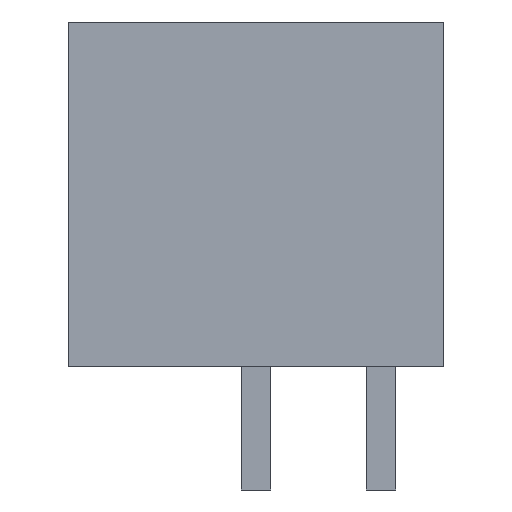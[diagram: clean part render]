
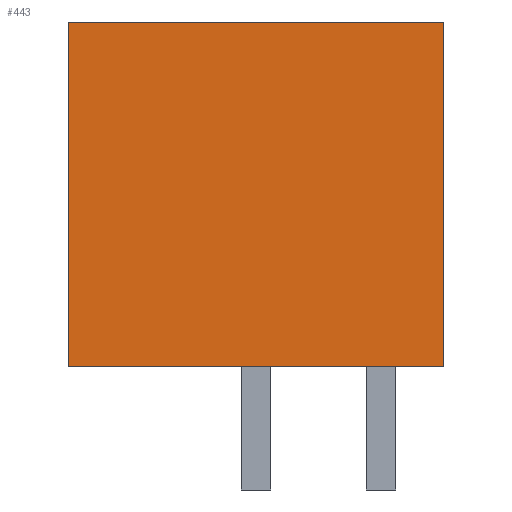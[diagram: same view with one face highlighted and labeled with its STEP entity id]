
A CAD part, left-side view. The second image highlights one B-rep face of the part: STEP entity #443.
In plain terms, the highlighted planar face has unit normal (-1, 0, 0).
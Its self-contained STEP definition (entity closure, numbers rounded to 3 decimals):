
#62 = VERTEX_POINT('',#63);
#63 = CARTESIAN_POINT('',(-3.81,-6.35,0.));
#71 = EDGE_CURVE('',#62,#72,#74,.T.);
#72 = VERTEX_POINT('',#73);
#73 = CARTESIAN_POINT('',(-3.81,-6.35,7.));
#74 = LINE('',#75,#76);
#75 = CARTESIAN_POINT('',(-3.81,-6.35,0.));
#76 = VECTOR('',#77,1.);
#77 = DIRECTION('',(0.,0.,1.));
#126 = EDGE_CURVE('',#127,#72,#129,.T.);
#127 = VERTEX_POINT('',#128);
#128 = CARTESIAN_POINT('',(-3.81,1.27,7.));
#129 = LINE('',#130,#131);
#130 = CARTESIAN_POINT('',(-3.81,1.27,7.));
#131 = VECTOR('',#132,1.);
#132 = DIRECTION('',(0.,-1.,0.));
#362 = EDGE_CURVE('',#363,#127,#365,.T.);
#363 = VERTEX_POINT('',#364);
#364 = CARTESIAN_POINT('',(-3.81,1.27,0.));
#365 = LINE('',#366,#367);
#366 = CARTESIAN_POINT('',(-3.81,1.27,0.));
#367 = VECTOR('',#368,1.);
#368 = DIRECTION('',(0.,0.,1.));
#432 = EDGE_CURVE('',#363,#62,#433,.T.);
#433 = LINE('',#434,#435);
#434 = CARTESIAN_POINT('',(-3.81,1.27,0.));
#435 = VECTOR('',#436,1.);
#436 = DIRECTION('',(0.,-1.,0.));
#443 = ADVANCED_FACE('',(#444),#450,.F.);
#444 = FACE_BOUND('',#445,.F.);
#445 = EDGE_LOOP('',(#446,#447,#448,#449));
#446 = ORIENTED_EDGE('',*,*,#362,.T.);
#447 = ORIENTED_EDGE('',*,*,#126,.T.);
#448 = ORIENTED_EDGE('',*,*,#71,.F.);
#449 = ORIENTED_EDGE('',*,*,#432,.F.);
#450 = PLANE('',#451);
#451 = AXIS2_PLACEMENT_3D('',#452,#453,#454);
#452 = CARTESIAN_POINT('',(-3.81,1.27,0.));
#453 = DIRECTION('',(1.,0.,0.));
#454 = DIRECTION('',(0.,-1.,0.));
